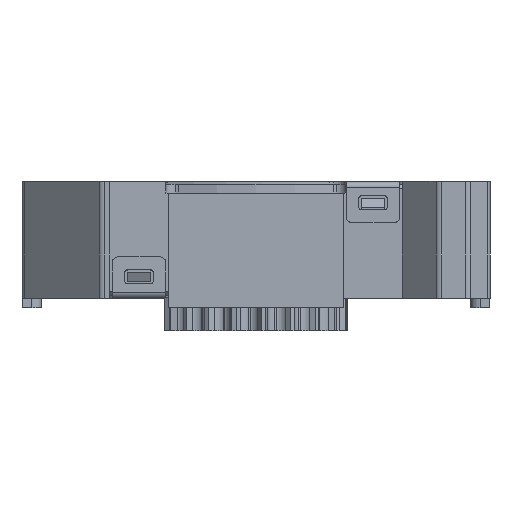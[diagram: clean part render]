
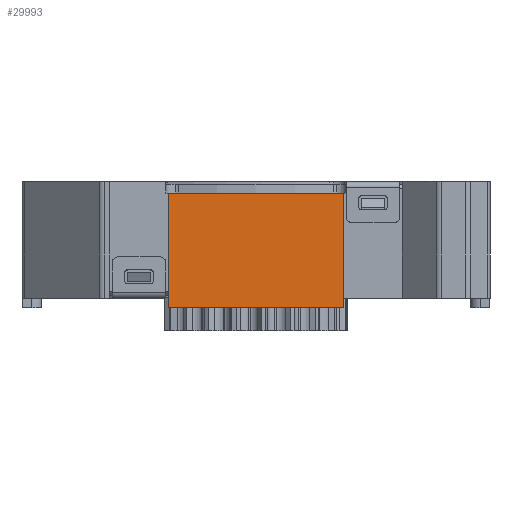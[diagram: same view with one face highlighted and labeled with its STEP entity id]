
A CAD part, left-side view. The second image highlights one B-rep face of the part: STEP entity #29993.
In plain terms, the highlighted planar face has unit normal (-1, 0, 0).
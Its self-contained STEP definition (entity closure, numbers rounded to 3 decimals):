
#591 = VECTOR ( 'NONE', #48941, 1000. ) ;
#1597 = DIRECTION ( 'NONE',  ( 0., 0., -1. ) ) ;
#3659 = CARTESIAN_POINT ( 'NONE',  ( -25.4, -9.779, 5.08 ) ) ;
#5775 = EDGE_CURVE ( 'NONE', #21249, #37709, #23525, .T. ) ;
#9791 = EDGE_LOOP ( 'NONE', ( #11414, #34998, #24179, #32754 ) ) ;
#11414 = ORIENTED_EDGE ( 'NONE', *, *, #23641, .F. ) ;
#15657 = CARTESIAN_POINT ( 'NONE',  ( -25.4, 9.525, -7.366 ) ) ;
#16797 = VECTOR ( 'NONE', #33562, 1000. ) ;
#17028 = FACE_OUTER_BOUND ( 'NONE', #9791, .T. ) ;
#17302 = AXIS2_PLACEMENT_3D ( 'NONE', #47672, #43208, #1597 ) ;
#21249 = VERTEX_POINT ( 'NONE', #21742 ) ;
#21742 = CARTESIAN_POINT ( 'NONE',  ( -25.4, -9.525, -7.366 ) ) ;
#23525 = LINE ( 'NONE', #27495, #34254 ) ;
#23641 = EDGE_CURVE ( 'NONE', #48455, #37709, #37545, .T. ) ;
#24179 = ORIENTED_EDGE ( 'NONE', *, *, #39901, .F. ) ;
#26677 = CARTESIAN_POINT ( 'NONE',  ( -25.4, -9.525, 5.08 ) ) ;
#26762 = VERTEX_POINT ( 'NONE', #15657 ) ;
#27278 = LINE ( 'NONE', #38725, #35868 ) ;
#27495 = CARTESIAN_POINT ( 'NONE',  ( -25.4, -9.525, -6.35 ) ) ;
#29274 = CARTESIAN_POINT ( 'NONE',  ( -25.4, 0., -7.366 ) ) ;
#29486 = DIRECTION ( 'NONE',  ( 0., 0., -1. ) ) ;
#29993 = ADVANCED_FACE ( 'NONE', ( #17028 ), #47418, .F. ) ;
#32754 = ORIENTED_EDGE ( 'NONE', *, *, #5775, .T. ) ;
#33562 = DIRECTION ( 'NONE',  ( 0., -1., 0. ) ) ;
#34254 = VECTOR ( 'NONE', #42705, 1000. ) ;
#34998 = ORIENTED_EDGE ( 'NONE', *, *, #46902, .T. ) ;
#35868 = VECTOR ( 'NONE', #29486, 1000. ) ;
#37545 = LINE ( 'NONE', #3659, #16797 ) ;
#37709 = VERTEX_POINT ( 'NONE', #26677 ) ;
#38725 = CARTESIAN_POINT ( 'NONE',  ( -25.4, 9.525, 6.35 ) ) ;
#39901 = EDGE_CURVE ( 'NONE', #21249, #26762, #41234, .T. ) ;
#41234 = LINE ( 'NONE', #29274, #591 ) ;
#42705 = DIRECTION ( 'NONE',  ( 0., 0., 1. ) ) ;
#43208 = DIRECTION ( 'NONE',  ( 1., 0., 0. ) ) ;
#43886 = CARTESIAN_POINT ( 'NONE',  ( -25.4, 9.525, 5.08 ) ) ;
#46902 = EDGE_CURVE ( 'NONE', #48455, #26762, #27278, .T. ) ;
#47418 = PLANE ( 'NONE',  #17302 ) ;
#47672 = CARTESIAN_POINT ( 'NONE',  ( -25.4, -25.4, 6.35 ) ) ;
#48455 = VERTEX_POINT ( 'NONE', #43886 ) ;
#48941 = DIRECTION ( 'NONE',  ( 0., 1., 0. ) ) ;
